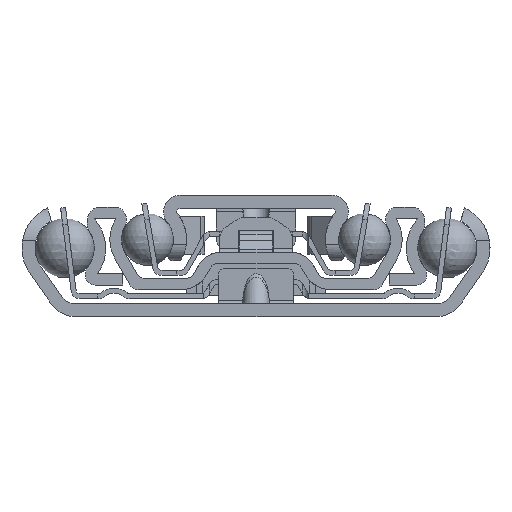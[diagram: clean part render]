
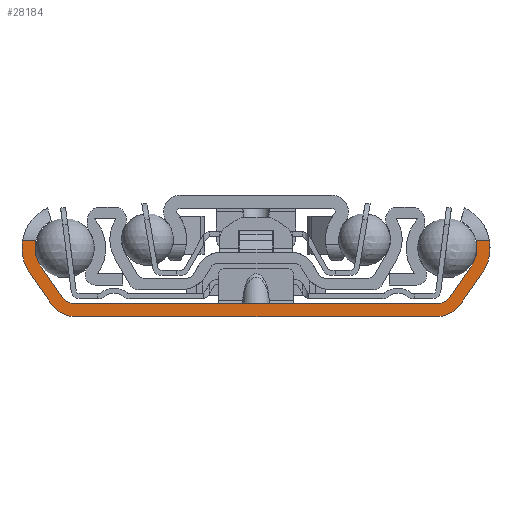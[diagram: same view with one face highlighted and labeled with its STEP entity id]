
A CAD part, left-side view. The second image highlights one B-rep face of the part: STEP entity #28184.
In plain terms, the highlighted planar face has unit normal (-1, 0, 0).
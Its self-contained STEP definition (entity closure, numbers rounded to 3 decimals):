
#527=PLANE('',#30121);
#1203=LINE('',#41516,#3917);
#1324=LINE('',#42736,#4038);
#1364=LINE('',#42881,#4078);
#1365=LINE('',#42896,#4079);
#1369=LINE('',#42907,#4083);
#1371=LINE('',#42914,#4085);
#1374=LINE('',#42923,#4088);
#1376=LINE('',#42930,#4090);
#3917=VECTOR('',#32800,10.);
#4038=VECTOR('',#33339,10.);
#4078=VECTOR('',#33449,10.);
#4079=VECTOR('',#33454,10.);
#4083=VECTOR('',#33470,10.);
#4085=VECTOR('',#33478,10.);
#4088=VECTOR('',#33491,10.);
#4090=VECTOR('',#33499,10.);
#7455=FACE_OUTER_BOUND('',#8924,.T.);
#8924=EDGE_LOOP('',(#20098,#20099,#20100,#20101,#20102,#20103,#20104,#20105,
#20106,#20107,#20108,#20109,#20110,#20111,#20112,#20113));
#10518=CIRCLE('',#30049,6.725);
#10527=CIRCLE('',#30060,4.75);
#10538=CIRCLE('',#30106,4.5);
#10539=CIRCLE('',#30109,4.75);
#10540=CIRCLE('',#30112,2.25);
#10541=CIRCLE('',#30114,2.25);
#10542=CIRCLE('',#30117,6.725);
#10543=CIRCLE('',#30120,4.5);
#12032=VERTEX_POINT('',#41514);
#12033=VERTEX_POINT('',#41515);
#12223=VERTEX_POINT('',#42644);
#12224=VERTEX_POINT('',#42657);
#12236=VERTEX_POINT('',#42687);
#12237=VERTEX_POINT('',#42698);
#12242=VERTEX_POINT('',#42734);
#12243=VERTEX_POINT('',#42735);
#12272=VERTEX_POINT('',#42867);
#12274=VERTEX_POINT('',#42884);
#12276=VERTEX_POINT('',#42903);
#12277=VERTEX_POINT('',#42909);
#12278=VERTEX_POINT('',#42913);
#12279=VERTEX_POINT('',#42919);
#12280=VERTEX_POINT('',#42925);
#12281=VERTEX_POINT('',#42929);
#14947=EDGE_CURVE('',#12032,#12033,#1203,.T.);
#15229=EDGE_CURVE('',#12223,#12224,#10518,.T.);
#15246=EDGE_CURVE('',#12236,#12237,#10527,.T.);
#15252=EDGE_CURVE('',#12242,#12243,#1324,.T.);
#15308=EDGE_CURVE('',#12272,#12236,#1364,.T.);
#15311=EDGE_CURVE('',#12274,#12223,#1365,.T.);
#15315=EDGE_CURVE('',#12276,#12242,#10538,.T.);
#15317=EDGE_CURVE('',#12224,#12276,#1369,.T.);
#15319=EDGE_CURVE('',#12277,#12274,#10539,.T.);
#15320=EDGE_CURVE('',#12278,#12277,#1371,.T.);
#15322=EDGE_CURVE('',#12033,#12278,#10540,.T.);
#15323=EDGE_CURVE('',#12279,#12032,#10541,.T.);
#15325=EDGE_CURVE('',#12237,#12279,#1374,.T.);
#15327=EDGE_CURVE('',#12280,#12272,#10542,.T.);
#15328=EDGE_CURVE('',#12281,#12280,#1376,.T.);
#15330=EDGE_CURVE('',#12243,#12281,#10543,.T.);
#20098=ORIENTED_EDGE('',*,*,#15311,.F.);
#20099=ORIENTED_EDGE('',*,*,#15319,.F.);
#20100=ORIENTED_EDGE('',*,*,#15320,.F.);
#20101=ORIENTED_EDGE('',*,*,#15322,.F.);
#20102=ORIENTED_EDGE('',*,*,#14947,.F.);
#20103=ORIENTED_EDGE('',*,*,#15323,.F.);
#20104=ORIENTED_EDGE('',*,*,#15325,.F.);
#20105=ORIENTED_EDGE('',*,*,#15246,.F.);
#20106=ORIENTED_EDGE('',*,*,#15308,.F.);
#20107=ORIENTED_EDGE('',*,*,#15327,.F.);
#20108=ORIENTED_EDGE('',*,*,#15328,.F.);
#20109=ORIENTED_EDGE('',*,*,#15330,.F.);
#20110=ORIENTED_EDGE('',*,*,#15252,.F.);
#20111=ORIENTED_EDGE('',*,*,#15315,.F.);
#20112=ORIENTED_EDGE('',*,*,#15317,.F.);
#20113=ORIENTED_EDGE('',*,*,#15229,.F.);
#28184=ADVANCED_FACE('',(#7455),#527,.F.);
#30049=AXIS2_PLACEMENT_3D('',#42658,#33299,#33300);
#30060=AXIS2_PLACEMENT_3D('',#42699,#33328,#33329);
#30106=AXIS2_PLACEMENT_3D('',#42904,#33465,#33466);
#30109=AXIS2_PLACEMENT_3D('',#42911,#33474,#33475);
#30112=AXIS2_PLACEMENT_3D('',#42917,#33482,#33483);
#30114=AXIS2_PLACEMENT_3D('',#42920,#33486,#33487);
#30117=AXIS2_PLACEMENT_3D('',#42927,#33495,#33496);
#30120=AXIS2_PLACEMENT_3D('',#42933,#33503,#33504);
#30121=AXIS2_PLACEMENT_3D('',#42934,#33505,#33506);
#32800=DIRECTION('',(0.,-1.,0.));
#33299=DIRECTION('center_axis',(1.,0.,0.));
#33300=DIRECTION('ref_axis',(0.,-0.421,0.907));
#33328=DIRECTION('center_axis',(-1.,0.,0.));
#33329=DIRECTION('ref_axis',(0.,-0.819,0.574));
#33339=DIRECTION('',(0.,1.,0.));
#33449=DIRECTION('',(0.,-1.,0.));
#33454=DIRECTION('',(0.,-1.,0.));
#33465=DIRECTION('center_axis',(1.,0.,0.));
#33466=DIRECTION('ref_axis',(0.,-0.819,-0.574));
#33470=DIRECTION('',(0.,0.574,-0.819));
#33474=DIRECTION('center_axis',(-1.,0.,0.));
#33475=DIRECTION('ref_axis',(0.,0.489,-0.872));
#33478=DIRECTION('',(0.,-0.574,0.819));
#33482=DIRECTION('center_axis',(-1.,0.,0.));
#33483=DIRECTION('ref_axis',(0.,0.819,0.574));
#33486=DIRECTION('center_axis',(-1.,0.,0.));
#33487=DIRECTION('ref_axis',(0.,0.,1.));
#33491=DIRECTION('',(0.,-0.574,-0.819));
#33495=DIRECTION('center_axis',(1.,0.,0.));
#33496=DIRECTION('ref_axis',(0.,0.819,-0.574));
#33499=DIRECTION('',(0.,0.574,0.819));
#33503=DIRECTION('center_axis',(1.,0.,0.));
#33504=DIRECTION('ref_axis',(0.,0.,-1.));
#33505=DIRECTION('center_axis',(1.,0.,0.));
#33506=DIRECTION('ref_axis',(0.,0.,-1.));
#41514=CARTESIAN_POINT('',(0.,27.471,2.));
#41515=CARTESIAN_POINT('',(0.,-27.471,2.));
#41516=CARTESIAN_POINT('',(0.,27.471,2.));
#42644=CARTESIAN_POINT('',(0.,-35.359,11.5));
#42657=CARTESIAN_POINT('',(0.,-34.234,6.543));
#42658=CARTESIAN_POINT('Origin',(0.,-28.725,10.4));
#42687=CARTESIAN_POINT('',(0.,33.346,11.5));
#42698=CARTESIAN_POINT('',(0.,32.616,7.676));
#42699=CARTESIAN_POINT('Origin',(0.,28.725,10.4));
#42734=CARTESIAN_POINT('',(0.,-27.31,0.));
#42735=CARTESIAN_POINT('',(0.,27.31,0.));
#42736=CARTESIAN_POINT('',(0.,0.,0.));
#42867=CARTESIAN_POINT('',(0.,35.359,11.5));
#42881=CARTESIAN_POINT('',(0.,0.,11.5));
#42884=CARTESIAN_POINT('',(0.,-33.346,11.5));
#42896=CARTESIAN_POINT('',(0.,0.,11.5));
#42903=CARTESIAN_POINT('',(0.,-30.996,1.919));
#42904=CARTESIAN_POINT('Origin',(0.,-27.31,4.5));
#42907=CARTESIAN_POINT('',(0.,-34.234,6.543));
#42909=CARTESIAN_POINT('',(0.,-32.616,7.676));
#42911=CARTESIAN_POINT('Origin',(0.,-28.725,10.4));
#42913=CARTESIAN_POINT('',(0.,-29.314,2.959));
#42914=CARTESIAN_POINT('',(0.,-29.314,2.959));
#42917=CARTESIAN_POINT('Origin',(0.,-27.471,4.25));
#42919=CARTESIAN_POINT('',(0.,29.314,2.959));
#42920=CARTESIAN_POINT('Origin',(0.,27.471,4.25));
#42923=CARTESIAN_POINT('',(0.,32.616,7.676));
#42925=CARTESIAN_POINT('',(0.,34.234,6.543));
#42927=CARTESIAN_POINT('Origin',(0.,28.725,10.4));
#42929=CARTESIAN_POINT('',(0.,30.996,1.919));
#42930=CARTESIAN_POINT('',(0.,30.996,1.919));
#42933=CARTESIAN_POINT('Origin',(0.,27.31,4.5));
#42934=CARTESIAN_POINT('Origin',(0.,0.,3.636));
